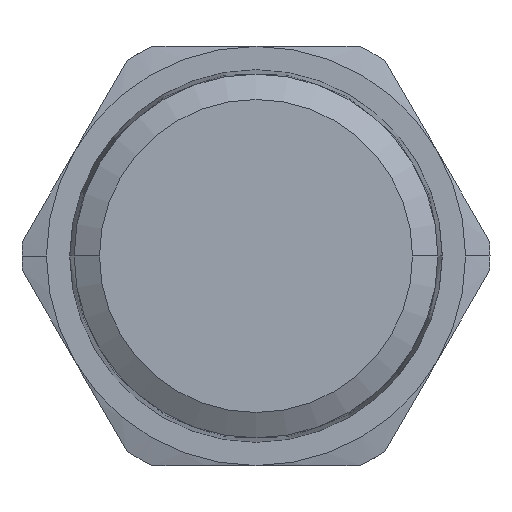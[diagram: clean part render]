
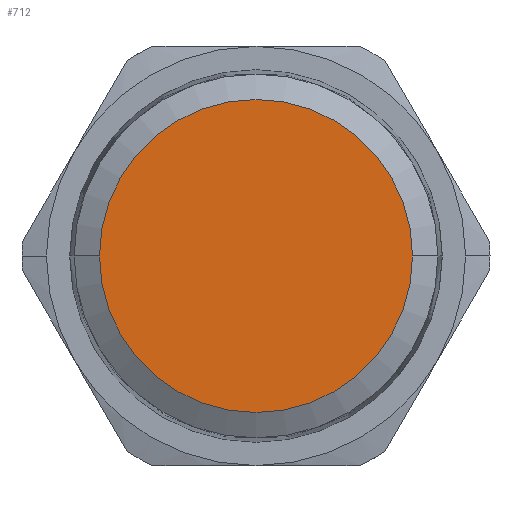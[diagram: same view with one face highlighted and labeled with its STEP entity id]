
A CAD part, front view. The second image highlights one B-rep face of the part: STEP entity #712.
In plain terms, the highlighted planar face has unit normal (0, -1, 0).
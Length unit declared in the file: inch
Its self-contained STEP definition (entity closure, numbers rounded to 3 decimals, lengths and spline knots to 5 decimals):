
#74 = VERTEX_POINT ( 'NONE', #257 ) ;
#175 = PLANE ( 'NONE',  #1859 ) ;
#187 = EDGE_LOOP ( 'NONE', ( #494, #596 ) ) ;
#189 = DIRECTION ( 'NONE',  ( 1., 0., 0. ) ) ;
#201 = CARTESIAN_POINT ( 'NONE',  ( 0.34549, 0., 0. ) ) ;
#257 = CARTESIAN_POINT ( 'NONE',  ( 0.3529, 0., 0. ) ) ;
#494 = ORIENTED_EDGE ( 'NONE', *, *, #774, .T. ) ;
#583 = CARTESIAN_POINT ( 'NONE',  ( 0., 0., 0. ) ) ;
#596 = ORIENTED_EDGE ( 'NONE', *, *, #1541, .T. ) ;
#712 = ADVANCED_FACE ( 'NONE', ( #2008 ), #175, .T. ) ;
#734 = AXIS2_PLACEMENT_3D ( 'NONE', #583, #2606, #189 ) ;
#774 = EDGE_CURVE ( 'NONE', #74, #2441, #1871, .T. ) ;
#1006 = DIRECTION ( 'NONE',  ( 0., -1., 0. ) ) ;
#1168 = CARTESIAN_POINT ( 'NONE',  ( -0.3529, 0., 0. ) ) ;
#1311 = CIRCLE ( 'NONE', #1695, 0.3529 ) ;
#1541 = EDGE_CURVE ( 'NONE', #2441, #74, #1311, .T. ) ;
#1695 = AXIS2_PLACEMENT_3D ( 'NONE', #2269, #1916, #2470 ) ;
#1859 = AXIS2_PLACEMENT_3D ( 'NONE', #201, #1006, #2596 ) ;
#1871 = CIRCLE ( 'NONE', #734, 0.3529 ) ;
#1916 = DIRECTION ( 'NONE',  ( 0., -1., 0. ) ) ;
#2008 = FACE_OUTER_BOUND ( 'NONE', #187, .T. ) ;
#2269 = CARTESIAN_POINT ( 'NONE',  ( 0., 0., 0. ) ) ;
#2441 = VERTEX_POINT ( 'NONE', #1168 ) ;
#2470 = DIRECTION ( 'NONE',  ( 1., 0., 0. ) ) ;
#2596 = DIRECTION ( 'NONE',  ( 0., 0., -1. ) ) ;
#2606 = DIRECTION ( 'NONE',  ( 0., -1., 0. ) ) ;
